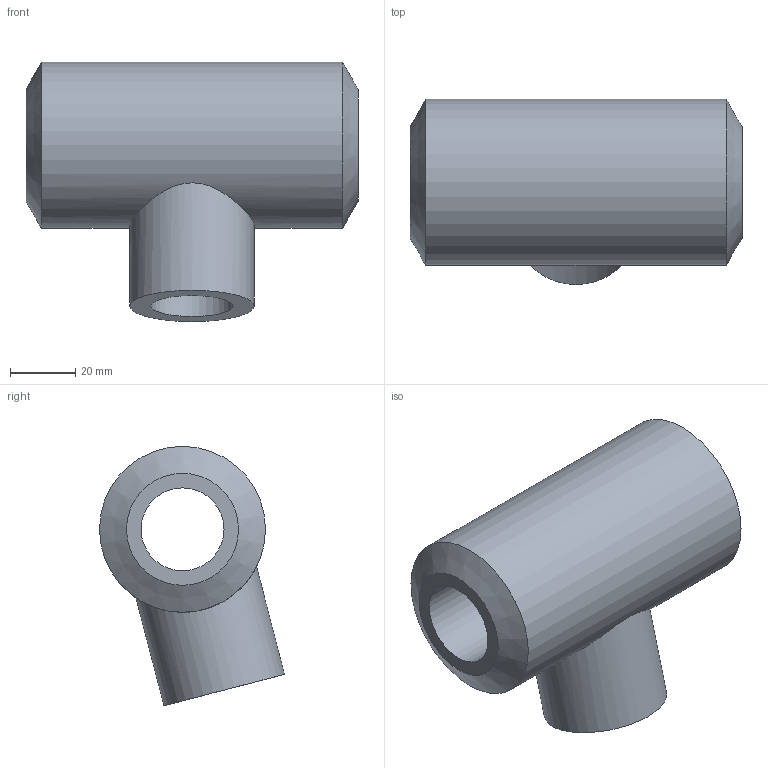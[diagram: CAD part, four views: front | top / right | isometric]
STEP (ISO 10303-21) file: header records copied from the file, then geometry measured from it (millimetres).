
FILE_DESCRIPTION( ( '' ), ' ' );
FILE_NAME( '5db2ac1454ac4315ad31880a.step', '2019-10-25T08:02:28', ( '' ), ( '' ), ' ', ' ', ' ' );
FILE_SCHEMA( ( 'AUTOMOTIVE_DESIGN { 1 0 10303 214 1 1 1 1 }' ) );
Length unit declared in the file: metre
Products named in the file (1): Part 21
Bounding box: 101.6 x 56.6 x 79.36 mm (x, y, z)
Volume: 167146.6 mm3; surface area: 31632.9 mm2
Topology: 1 solids, 1 shells, 10 faces, 20 edges, 13 vertices
Faces by surface type: cylinder 4, plane 4, cone 2
Full cylindrical faces by diameter (mm): 25.4 x2, 38.1 x1, 50.8 x1
Entity records: 416 total; most frequent: CARTESIAN_POINT 146, DIRECTION 40, AXIS2_PLACEMENT_3D 20, EDGE_LOOP 20, ORIENTED_EDGE 20, FACE_OUTER_BOUND 14, STYLED_ITEM 10, PRESENTATION_STYLE_ASSIGNMENT 10
